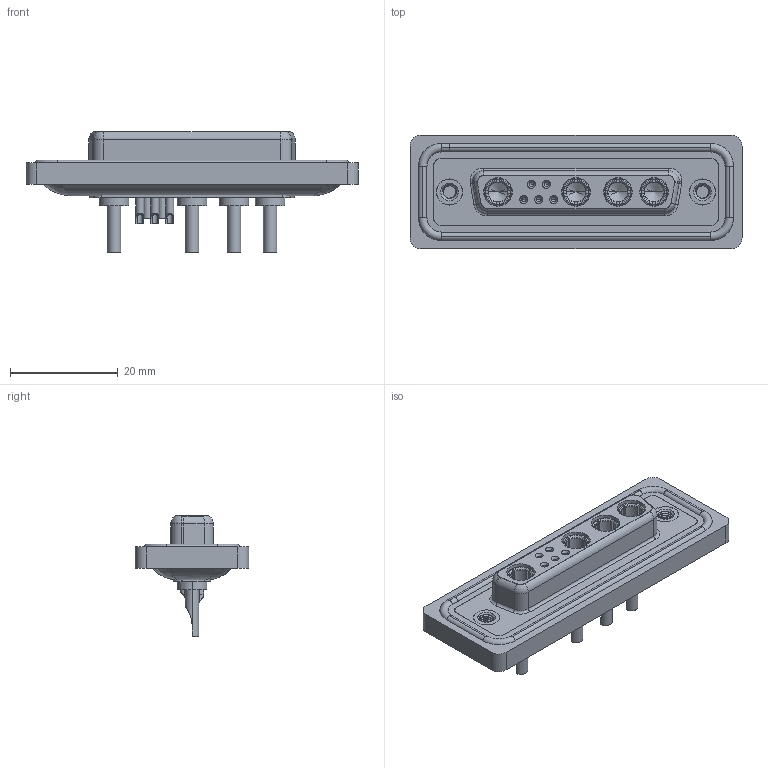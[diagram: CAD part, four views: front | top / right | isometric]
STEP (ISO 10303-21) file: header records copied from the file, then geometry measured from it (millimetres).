
FILE_DESCRIPTION (( 'STEP AP203' ), '1' );
FILE_NAME ('628W9W4-222-1NA.STEP', '2024-04-09T19:36:25', ( '' ), ( '' ), 'SwSTEP 2.0', 'SolidWorks 2023', '' );
FILE_SCHEMA (( 'CONFIG_CONTROL_DESIGN' ));
Length unit declared in the file: millimetre
Products named in the file (9): 628Combo Waterproof Housing_25 Contacts; 628Combo Contact Row 1_22; 628Combo Housing_9W4; 628Combo Threaded Rivet_A; 628Combo Contact Row 2_22; 628Combo Shell Front_25 Contacts; 628W9W4-222-1NA; Power Socket_10A SC; 628Combo Shell Rear_25 Contacts
Assembly tree (15 placements, depth 2):
  628W9W4-222-1NA
    628Combo Housing_9W4
    628Combo Waterproof Housing_25 Contacts
    628Combo Shell Front_25 Contacts
    628Combo Shell Rear_25 Contacts
    628Combo Threaded Rivet_A  x2
    628Combo Contact Row 1_22  x2
    628Combo Contact Row 2_22  x3
    Power Socket_10A SC  x4
Bounding box: 61.75 x 21.1 x 22.45 mm (x, y, z)
Volume: 8224.9 mm3; surface area: 13805.3 mm2
Topology: 20 solids, 20 shells, 975 faces, 2479 edges, 1558 vertices
Faces by surface type: cylinder 399, plane 314, torus 127, cone 121, bspline 14
Entity records: 21281 total; most frequent: CARTESIAN_POINT 5753, DIRECTION 3189, ORIENTED_EDGE 2930, EDGE_CURVE 1465, AXIS2_PLACEMENT_3D 1290, VERTEX_POINT 932, CIRCLE 685, EDGE_LOOP 671
